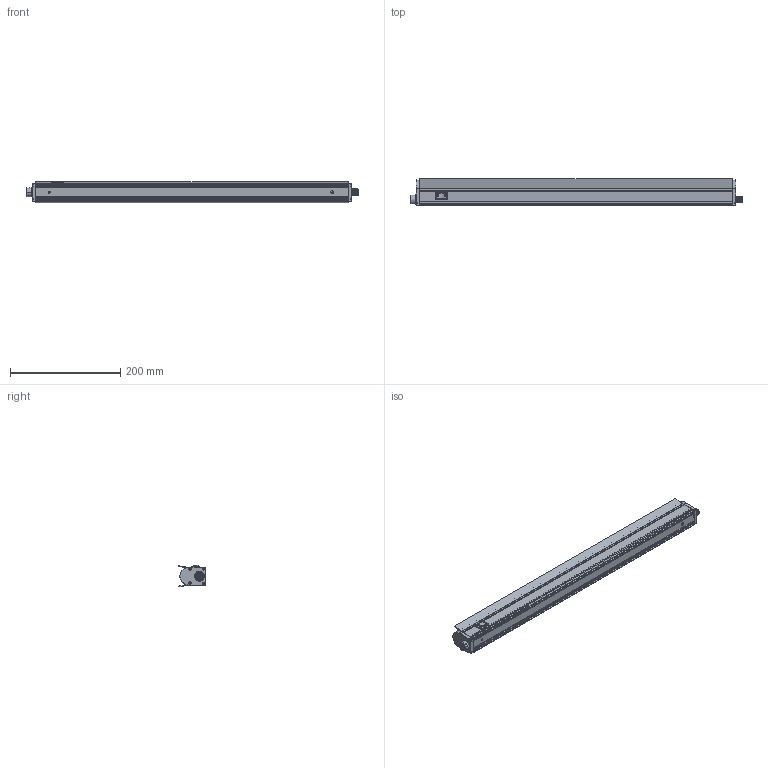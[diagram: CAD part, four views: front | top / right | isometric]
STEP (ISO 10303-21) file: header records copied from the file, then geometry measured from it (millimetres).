
FILE_DESCRIPTION((''),'2;1');
FILE_NAME('192495_ASM','2016-05-25T',('PDMAdmin'),(''),'PRO/ENGINEER BY PARAMETRIC TECHNOLOGY CORPORATION, 2016010','PRO/ENGINEER BY PARAMETRIC TECHNOLOGY CORPORATION, 2016010','');
FILE_SCHEMA(('CONFIG_CONTROL_DESIGN'));
Length unit declared in the file: millimetre
Products named in the file (20): 169950_AF0; 175523_169950_ASM; 169945; 171078; CANAL_MR2-131C__-N__1-10NC; 166960_ASM; 138905; 169956; 170220; 170221_ASM; 169957; 145997_HSG; 306-00249; 307-00176; 145997_ASM; 175632_ASM; 192491; 188831_1_AF0; 192491_ASM; 192495_ASM
Assembly tree (32 placements, depth 4):
  192495_ASM
    175632_ASM
      175523_169950_ASM
        169950_AF0
      169945
      171078
      166960_ASM
        CANAL_MR2-131C__-N__1-10NC
      138905  x8
      170221_ASM
        169956
        170220  x4
      169957
      145997_ASM
        145997_HSG
        306-00249  x4
        307-00176
    192491_ASM
      192491
      188831_1_AF0
Bounding box: 602 x 48 x 39.19 mm (x, y, z)
Volume: 227636.2 mm3; surface area: 344240.1 mm2
Topology: 26 solids, 27 shells, 2180 faces, 5714 edges, 3634 vertices
Faces by surface type: cylinder 862, plane 753, bspline 273, torus 121, cone 117, sphere 46, extrusion 8
Entity records: 50119 total; most frequent: CARTESIAN_POINT 19156, ORIENTED_EDGE 6436, DIRECTION 6421, EDGE_CURVE 3223, AXIS2_PLACEMENT_3D 2316, VERTEX_POINT 2063, VECTOR 1789, LINE 1781
